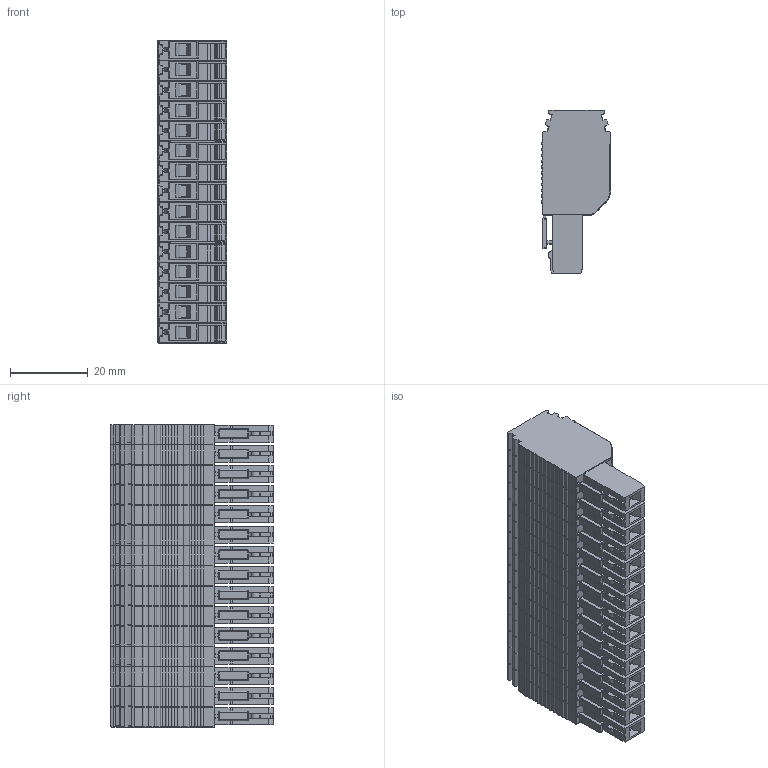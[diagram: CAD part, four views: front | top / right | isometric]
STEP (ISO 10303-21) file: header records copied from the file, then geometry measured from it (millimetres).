
FILE_DESCRIPTION (( 'STEP AP214' ), '1' );
FILE_NAME ('310209_SG_PT 2.5_15_Grey.STEP', '2017-09-27T05:16:08', ( '' ), ( '' ), 'SwSTEP 2.0', 'SolidWorks 2017', '' );
FILE_SCHEMA (( 'AUTOMOTIVE_DESIGN' ));
Length unit declared in the file: millimetre
Products named in the file (1): 310209_SG_PT 2.5_15_Grey
Bounding box: 17.82 x 41.9 x 78 mm (x, y, z)
Volume: 39615.8 mm3; surface area: 17435.2 mm2
Topology: 1 solids, 16 shells, 4211 faces, 11803 edges, 7579 vertices
Faces by surface type: plane 2980, cylinder 1111, bspline 120
Entity records: 134706 total; most frequent: CARTESIAN_POINT 25364, ORIENTED_EDGE 23366, DIRECTION 22074, EDGE_CURVE 11683, VECTOR 9416, LINE 9416, VERTEX_POINT 7579, AXIS2_PLACEMENT_3D 6329
